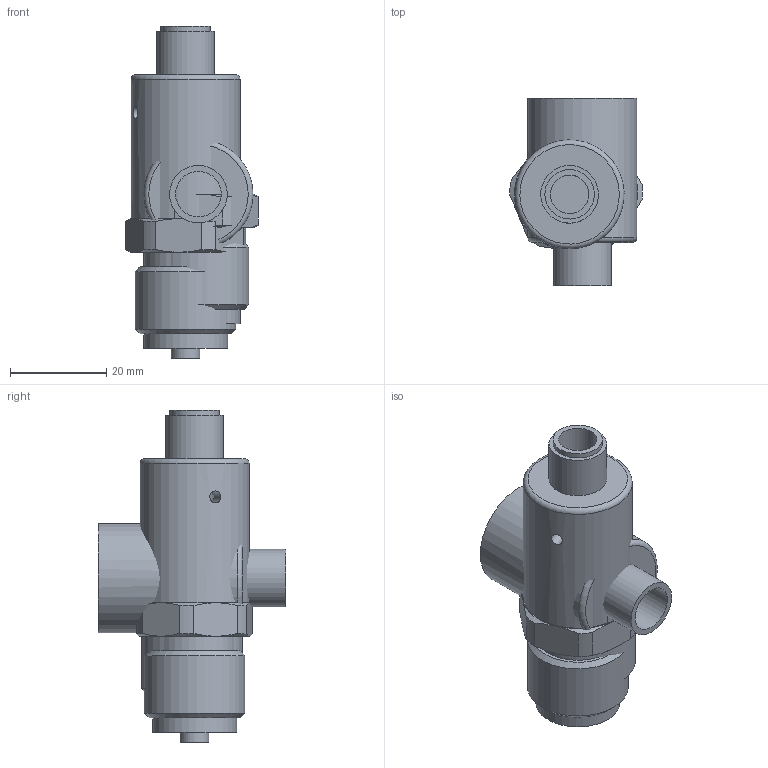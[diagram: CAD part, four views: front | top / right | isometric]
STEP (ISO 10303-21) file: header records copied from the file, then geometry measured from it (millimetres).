
FILE_DESCRIPTION( ( 'Unknown' ), '1' );
FILE_NAME( 'CTXx.3.x.xxx.A.stp', 'Unknown', ( 'Unknown' ), ( 'Unknown' ), 'PSStep 14.0', 'Unknown', ' ' );
FILE_SCHEMA( ( 'AUTOMOTIVE_DESIGN { 1 0 10303 214 1 1 1 1 }' ) );
Length unit declared in the file: millimetre
Products named in the file (4): Assem1; 10303873 Connecteur M12; 71181-06 Corps vissé CTX 100 M12; 71179-03-I01
Bounding box: 27.67 x 39 x 69.1 mm (x, y, z)
Volume: 34012.6 mm3; surface area: 19009 mm2
Topology: 6 solids, 6 shells, 160 faces, 314 edges, 196 vertices
Faces by surface type: cylinder 56, plane 54, cone 40, torus 8, bspline 2
Full cylindrical faces by diameter (mm): 1.3 x2, 2.5 x2, 4 x2, 4.1 x2, 6 x2, 6.85 x2, 8 x2, 9.3 x2, 9.5 x2, 10.3 x2, 12 x2, 13.8 x2, 15.5 x2, 17.5 x4, 18.917 x2, 19 x4, 20 x2, 20.3 x2, 20.955 x2, 22.7 x2
Entity records: 2645 total; most frequent: CARTESIAN_POINT 465, DIRECTION 332, ORIENTED_EDGE 230, AXIS2_PLACEMENT_3D 160, EDGE_LOOP 136, EDGE_CURVE 115, FACE_OUTER_BOUND 107, VERTEX_POINT 91
